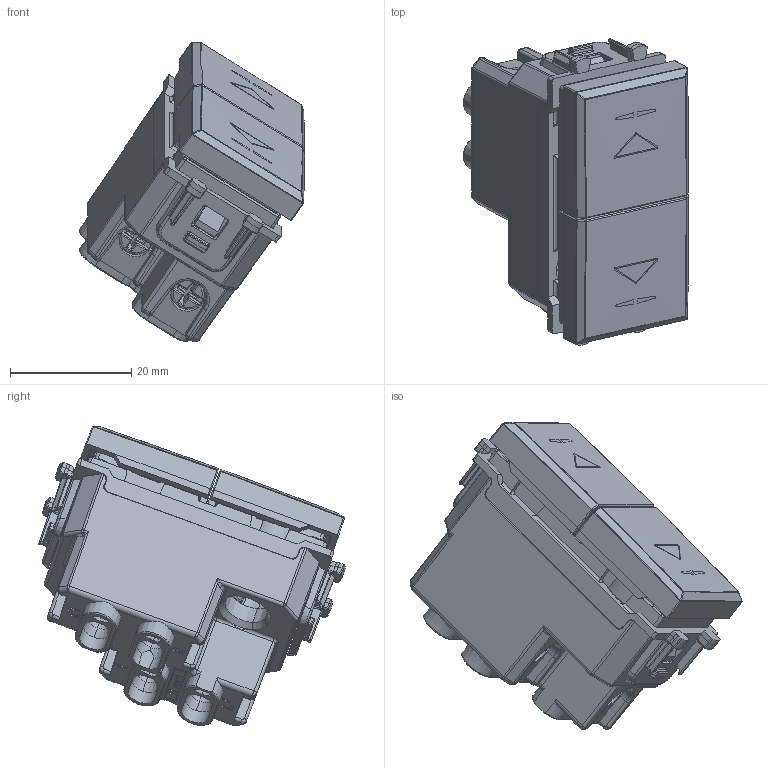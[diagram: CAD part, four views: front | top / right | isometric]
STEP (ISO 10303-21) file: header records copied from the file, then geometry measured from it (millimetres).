
FILE_DESCRIPTION(('CATIA V5 STEP Exchange'),'2;1');
FILE_NAME('443056F.stp','2024-02-15T11:24:02+00:00',('none'),('none'),'CATIA Version 5-6 Release 2016 SP6','CATIA V5 STEP AP203','none');
FILE_SCHEMA(('CONFIG_CONTROL_DESIGN'));
Products named in the file (1): 443056F
Assembly tree (20 placements, depth 2):
  443056F
    #57
    #36180  x2
    #41704
    #93611  x2
    #106743  x2
    #107742  x4
    #108735  x4
    #110648  x2
    #112193  x2
Bounding box: 37.22 x 50.64 x 49.51 mm (x, y, z)
Volume: 15781.9 mm3; surface area: 25598.6 mm2
Topology: 24 solids, 24 shells, 3862 faces, 10736 edges, 6758 vertices
Faces by surface type: plane 1970, cylinder 1081, bspline 340, cone 243, sphere 112, torus 86, extrusion 20, revolution 10
Entity records: 113548 total; most frequent: CARTESIAN_POINT 46715, ORIENTED_EDGE 16496, DIRECTION 9499, EDGE_CURVE 8248, VERTEX_POINT 5243, VECTOR 4191, LINE 4177, B_SPLINE_CURVE_WITH_KNOTS 3157
